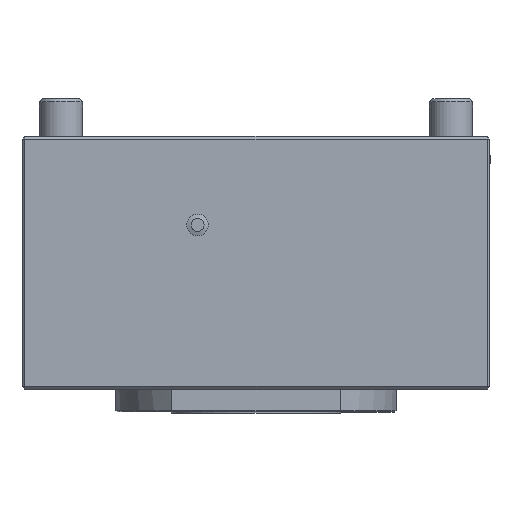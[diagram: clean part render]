
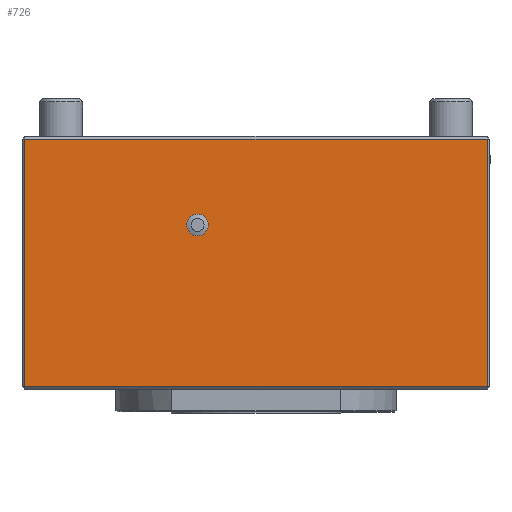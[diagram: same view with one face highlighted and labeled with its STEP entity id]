
A CAD part, left-side view. The second image highlights one B-rep face of the part: STEP entity #726.
In plain terms, the highlighted planar face has unit normal (-1, 0, 0).
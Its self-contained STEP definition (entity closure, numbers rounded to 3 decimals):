
#154=LINE('',#3749,#372);
#160=LINE('',#3763,#378);
#214=LINE('',#3887,#432);
#215=LINE('',#3889,#433);
#372=VECTOR('',#2772,1.);
#378=VECTOR('',#2786,1.);
#432=VECTOR('',#2912,1.);
#433=VECTOR('',#2915,1.);
#564=FACE_BOUND('',#1114,.T.);
#565=FACE_BOUND('',#1115,.T.);
#726=ADVANCED_FACE('',(#564,#565),#830,.F.);
#830=PLANE('',#2508);
#1114=EDGE_LOOP('',(#1713));
#1115=EDGE_LOOP('',(#1714,#1715,#1716,#1717));
#1713=ORIENTED_EDGE('',*,*,#2208,.F.);
#1714=ORIENTED_EDGE('',*,*,#2124,.T.);
#1715=ORIENTED_EDGE('',*,*,#2123,.T.);
#1716=ORIENTED_EDGE('',*,*,#2049,.T.);
#1717=ORIENTED_EDGE('',*,*,#2057,.T.);
#1742=VERTEX_POINT('',#3496);
#1755=VERTEX_POINT('',#3536);
#1773=VERTEX_POINT('',#3581);
#1776=VERTEX_POINT('',#3589);
#1907=VERTEX_POINT('',#4094);
#2049=EDGE_CURVE('',#1773,#1776,#154,.T.);
#2057=EDGE_CURVE('',#1776,#1755,#160,.T.);
#2123=EDGE_CURVE('',#1742,#1773,#214,.T.);
#2124=EDGE_CURVE('',#1755,#1742,#215,.T.);
#2208=EDGE_CURVE('',#1907,#1907,#2272,.T.);
#2272=CIRCLE('',#2506,4.017);
#2506=AXIS2_PLACEMENT_3D('',#4093,#3136,#3137);
#2508=AXIS2_PLACEMENT_3D('',#4096,#3140,#3141);
#2772=DIRECTION('',(0.,-1.,0.));
#2786=DIRECTION('',(0.,0.,1.));
#2912=DIRECTION('',(0.,0.,-1.));
#2915=DIRECTION('',(0.,1.,0.));
#3136=DIRECTION('',(-1.,0.,0.));
#3137=DIRECTION('',(0.,0.,-1.));
#3140=DIRECTION('',(1.,0.,0.));
#3141=DIRECTION('',(0.,0.,-1.));
#3496=CARTESIAN_POINT('',(-50.,86.,5.));
#3536=CARTESIAN_POINT('',(-50.,-86.,5.));
#3581=CARTESIAN_POINT('',(-50.,86.,-87.));
#3589=CARTESIAN_POINT('',(-50.,-86.,-87.));
#3749=CARTESIAN_POINT('',(-50.,87.,-87.));
#3763=CARTESIAN_POINT('',(-50.,-86.,6.));
#3887=CARTESIAN_POINT('',(-50.,86.,6.));
#3889=CARTESIAN_POINT('',(-50.,87.,5.));
#4093=CARTESIAN_POINT('',(-50.,21.7,-26.95));
#4094=CARTESIAN_POINT('',(-50.,21.7,-30.967));
#4096=CARTESIAN_POINT('',(-50.,87.,6.));
